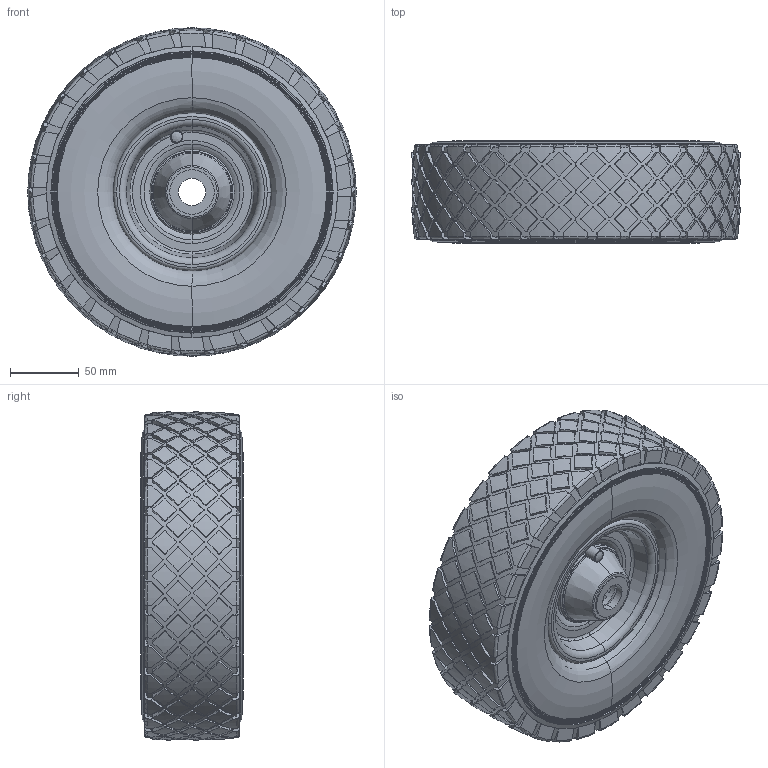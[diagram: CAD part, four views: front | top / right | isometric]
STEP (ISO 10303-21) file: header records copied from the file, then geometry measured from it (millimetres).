
FILE_DESCRIPTION(('STEP AP214'),'1');
FILE_NAME('BZWPMR260204DE.STEP','2022-12-01T14:20:34',(' '),(' '),'Spatial InterOp 3D',' ',' ');
FILE_SCHEMA(('AUTOMOTIVE_DESIGN { 1 0 10303 214 1 1 1 1 }'));
Length unit declared in the file: metre
Products named in the file (15): TYRETUBE2604DECON; TYRE; INNERTUBE; INNERTUBE Geometry; CAP; VALVE; BZWPMR260204DE; STEEL RIM; RIM; RIM300X4STGREYRB20X7; PLASTIC CAP; ROLLER BEARING; CAGE; Pattern; Component1
Assembly tree (21 placements, depth 5):
  BZWPMR260204DE
    TYRETUBE2604DECON
      TYRE
      INNERTUBE
        INNERTUBE Geometry
        CAP
        VALVE
    RIM300X4STGREYRB20X7
      STEEL RIM
        RIM
      PLASTIC CAP
      ROLLER BEARING
        CAGE
        Pattern
          Component1  x8
Bounding box: 239.63 x 75 x 239.63 mm (x, y, z)
Volume: 2497577.8 mm3; surface area: 484265 mm2
Topology: 17 solids, 17 shells, 2359 faces, 6271 edges, 4091 vertices
Faces by surface type: cylinder 1269, torus 382, plane 314, bspline 240, cone 153, sphere 1
Entity records: 104600 total; most frequent: CARTESIAN_POINT 53041, ORIENTED_EDGE 12430, DIRECTION 7952, EDGE_CURVE 6215, VERTEX_POINT 4049, B_SPLINE_CURVE_WITH_KNOTS 3259, AXIS2_PLACEMENT_3D 2997, EDGE_LOOP 2506
